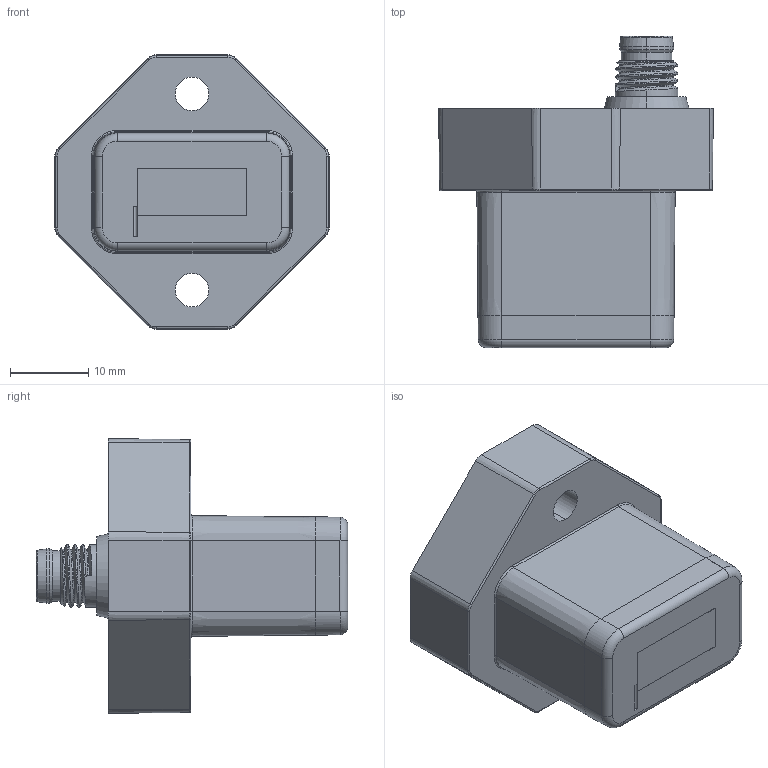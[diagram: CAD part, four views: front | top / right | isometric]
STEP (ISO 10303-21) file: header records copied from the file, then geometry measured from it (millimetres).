
FILE_DESCRIPTION (( 'STEP AP214' ), '1' );
FILE_NAME ('208106_LPS 4.0 14 IO 0-10V.STEP', '2020-07-13T12:49:44', ( '' ), ( '' ), 'SwSTEP 2.0', 'SolidWorks 2019', '' );
FILE_SCHEMA (( 'AUTOMOTIVE_DESIGN' ));
Length unit declared in the file: millimetre
Products named in the file (1): 208106_LPS 4.0 14 IO 0-10V
Bounding box: 35 x 39.7 x 35 mm (x, y, z)
Volume: 16808.9 mm3; surface area: 5741.8 mm2
Topology: 5 solids, 5 shells, 467 faces, 1200 edges, 780 vertices
Faces by surface type: plane 189, cylinder 92, bspline 78, cone 69, torus 35, sphere 4
Entity records: 23950 total; most frequent: CARTESIAN_POINT 10096, ORIENTED_EDGE 2376, DIRECTION 1925, EDGE_CURVE 1188, VERTEX_POINT 772, AXIS2_PLACEMENT_3D 656, LINE 613, VECTOR 613
